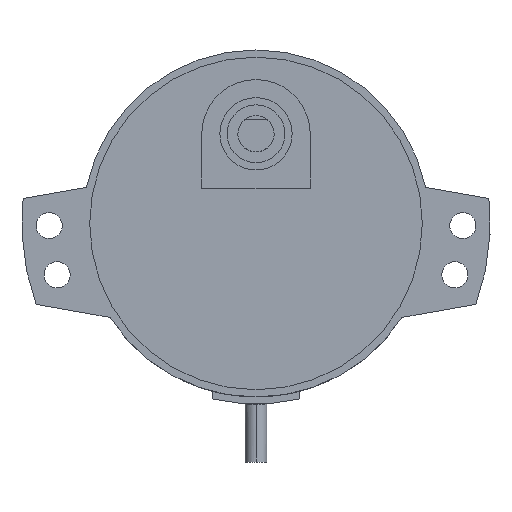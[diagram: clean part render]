
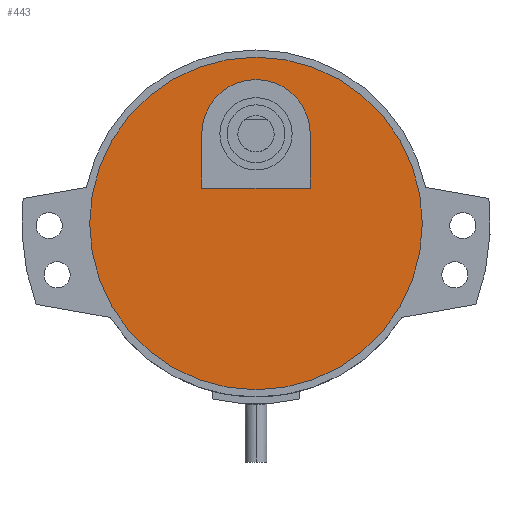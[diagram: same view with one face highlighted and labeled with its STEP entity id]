
A CAD part, left-side view. The second image highlights one B-rep face of the part: STEP entity #443.
In plain terms, the highlighted planar face has unit normal (-1, 0, 0).
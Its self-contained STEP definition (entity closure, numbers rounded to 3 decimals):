
#304=CARTESIAN_POINT('POINT22',(0.5,7.5,-7.5));
#305=VERTEX_POINT('VERTEX22',#304);
#306=CARTESIAN_POINT('POINT23',(0.5,-7.5,-7.5));
#307=VERTEX_POINT('VERTEX23',#306);
#308=CARTESIAN_POINT('POS31',(0.5,0.,-7.5));
#309=DIRECTION('DIR48',(0.,-1.,0.));
#310=VECTOR('VEC14',#309,1.);
#311=LINE('STRAIGHT14',#308,#310);
#312=EDGE_CURVE('EDGE30',#305,#307,#311,.T.);
#335=CARTESIAN_POINT('POINT24',(0.5,-7.5,
   0.));
#336=VERTEX_POINT('VERTEX24',#335);
#337=CARTESIAN_POINT('POS35',(0.5,-7.5,-8.075));
#338=DIRECTION('DIR53',(0.,0.,1.));
#339=VECTOR('VEC17',#338,1.);
#340=LINE('STRAIGHT17',#337,#339);
#341=EDGE_CURVE('EDGE33',#307,#336,#340,.T.);
#359=CARTESIAN_POINT('POINT25',(0.5,
   0.,7.5));
#360=VERTEX_POINT('VERTEX25',#359);
#369=CARTESIAN_POINT('POS39',(0.5,0.,
   0.));
#370=DIRECTION('DIR58',(-1.,0.,0.));
#371=DIRECTION('DIR59',(0.,0.,-1.));
#372=AXIS2_PLACEMENT_3D('AXIS20',#369,#370,#371);
#373=CIRCLE('ELLIPSE9',#372,7.5);
#374=EDGE_CURVE('EDGE36',#336,#360,#373,.T.);
#385=CARTESIAN_POINT('POINT26',(0.5,7.5,
   0.));
#386=VERTEX_POINT('VERTEX26',#385);
#387=EDGE_CURVE('EDGE37',#360,#386,#373,.T.);
#399=CARTESIAN_POINT('POS42',(0.5,7.5,-8.075));
#400=DIRECTION('DIR63',(0.,0.,-1.));
#401=VECTOR('VEC21',#400,1.);
#402=LINE('STRAIGHT21',#399,#401);
#403=EDGE_CURVE('EDGE39',#386,#305,#402,.T.);
#416=CARTESIAN_POINT('POINT27',(0.5,0.,
   -35.4));
#417=VERTEX_POINT('VERTEX27',#416);
#418=CARTESIAN_POINT('POINT28',(0.5,
   0.,10.6));
#419=VERTEX_POINT('VERTEX28',#418);
#420=CARTESIAN_POINT('POS44',(0.5,0.,-12.4));
#421=DIRECTION('DIR66',(1.,0.,0.));
#422=DIRECTION('DIR67',(0.,0.,-1.));
#423=AXIS2_PLACEMENT_3D('AXIS23',#420,#421,#422);
#424=CIRCLE('ELLIPSE10',#423,23.);
#425=EDGE_CURVE('EDGE40',#417,#419,#424,.T.);
#426=ORIENTED_EDGE('COEDGE74',*,*,#425,.F.);
#427=EDGE_CURVE('EDGE41',#419,#417,#424,.T.);
#428=ORIENTED_EDGE('COEDGE75',*,*,#427,.F.);
#429=EDGE_LOOP('NONE',(#426,#428));
#430=FACE_BOUND('LOOP1',#429,.T.);
#431=ORIENTED_EDGE('COEDGE76',*,*,#403,.F.);
#432=ORIENTED_EDGE('COEDGE77',*,*,#387,.F.);
#433=ORIENTED_EDGE('COEDGE78',*,*,#374,.F.);
#434=ORIENTED_EDGE('COEDGE79',*,*,#341,.F.);
#435=ORIENTED_EDGE('COEDGE80',*,*,#312,.F.);
#436=EDGE_LOOP('NONE',(#431,#432,#433,#434,#435));
#437=FACE_BOUND('LOOP1',#436,.T.);
#438=CARTESIAN_POINT('POS45',(0.5,0.,-12.4));
#439=DIRECTION('DIR68',(1.,0.,0.));
#440=DIRECTION('DIR69',(0.,1.,0.));
#441=AXIS2_PLACEMENT_3D('AXIS24',#438,#439,#440);
#442=PLANE('PLANE10',#441);
#443=ADVANCED_FACE('FACE18',(#430,#437),#442,.F.);
